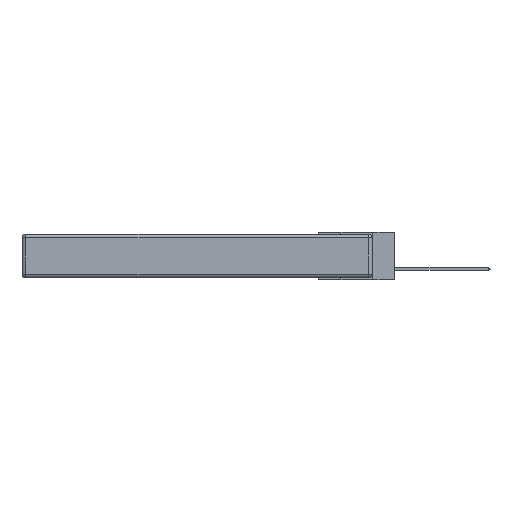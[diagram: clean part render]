
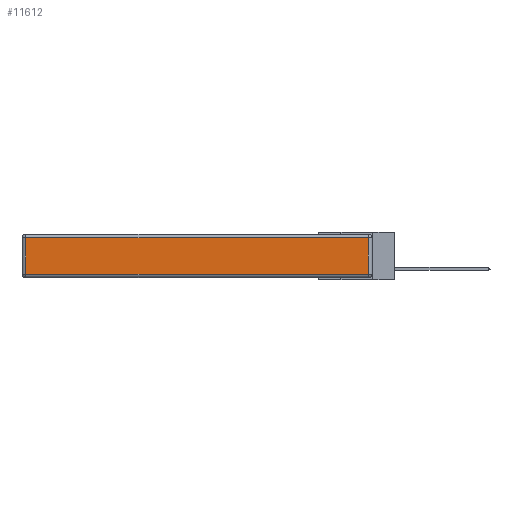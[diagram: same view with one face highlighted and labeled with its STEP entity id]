
A CAD part, left-side view. The second image highlights one B-rep face of the part: STEP entity #11612.
In plain terms, the highlighted planar face has unit normal (-1, 0, 0).
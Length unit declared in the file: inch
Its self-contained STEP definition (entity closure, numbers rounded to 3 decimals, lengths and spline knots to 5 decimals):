
#140 = DIRECTION ( 'NONE',  ( 0., 0., 1. ) ) ;
#251 = VECTOR ( 'NONE', #140, 39.37008 ) ;
#848 = ORIENTED_EDGE ( 'NONE', *, *, #3620, .T. ) ;
#884 = CARTESIAN_POINT ( 'NONE',  ( 0., 0.03, -0.313 ) ) ;
#1123 = DIRECTION ( 'NONE',  ( 0., 0., 1. ) ) ;
#1933 = CARTESIAN_POINT ( 'NONE',  ( 0., 2.75, -0.03 ) ) ;
#2302 = DIRECTION ( 'NONE',  ( -1., 0., 0. ) ) ;
#3327 = ORIENTED_EDGE ( 'NONE', *, *, #15934, .T. ) ;
#3365 = CARTESIAN_POINT ( 'NONE',  ( 0., 2.72, -0.03 ) ) ;
#3555 = CARTESIAN_POINT ( 'NONE',  ( 0., 0., -0.343 ) ) ;
#3616 = DIRECTION ( 'NONE',  ( 0., 0., -1. ) ) ;
#3620 = EDGE_CURVE ( 'NONE', #8728, #12856, #15778, .T. ) ;
#3640 = ORIENTED_EDGE ( 'NONE', *, *, #5634, .T. ) ;
#3921 = LINE ( 'NONE', #13270, #251 ) ;
#4237 = DIRECTION ( 'NONE',  ( 0., -1., 0. ) ) ;
#4280 = LINE ( 'NONE', #1933, #12486 ) ;
#5121 = LINE ( 'NONE', #10196, #15961 ) ;
#5586 = VERTEX_POINT ( 'NONE', #13640 ) ;
#5634 = EDGE_CURVE ( 'NONE', #5586, #16913, #4280, .T. ) ;
#7736 = ORIENTED_EDGE ( 'NONE', *, *, #15016, .T. ) ;
#8238 = AXIS2_PLACEMENT_3D ( 'NONE', #3555, #2302, #1123 ) ;
#8390 = EDGE_LOOP ( 'NONE', ( #848, #7736, #3640, #3327 ) ) ;
#8728 = VERTEX_POINT ( 'NONE', #12950 ) ;
#8941 = PLANE ( 'NONE',  #8238 ) ;
#10196 = CARTESIAN_POINT ( 'NONE',  ( 0., 2.72, -0.343 ) ) ;
#11091 = DIRECTION ( 'NONE',  ( 0., 1., 0. ) ) ;
#11489 = VECTOR ( 'NONE', #4237, 39.37008 ) ;
#11612 = ADVANCED_FACE ( 'NONE', ( #12839 ), #8941, .T. ) ;
#11972 = CARTESIAN_POINT ( 'NONE',  ( 0., 0., -0.313 ) ) ;
#12486 = VECTOR ( 'NONE', #11091, 39.37008 ) ;
#12839 = FACE_OUTER_BOUND ( 'NONE', #8390, .T. ) ;
#12856 = VERTEX_POINT ( 'NONE', #884 ) ;
#12950 = CARTESIAN_POINT ( 'NONE',  ( 0., 2.72, -0.313 ) ) ;
#13270 = CARTESIAN_POINT ( 'NONE',  ( 0., 0.03, -0.343 ) ) ;
#13640 = CARTESIAN_POINT ( 'NONE',  ( 0., 0.03, -0.03 ) ) ;
#15016 = EDGE_CURVE ( 'NONE', #12856, #5586, #3921, .T. ) ;
#15778 = LINE ( 'NONE', #11972, #11489 ) ;
#15934 = EDGE_CURVE ( 'NONE', #16913, #8728, #5121, .T. ) ;
#15961 = VECTOR ( 'NONE', #3616, 39.37008 ) ;
#16913 = VERTEX_POINT ( 'NONE', #3365 ) ;
